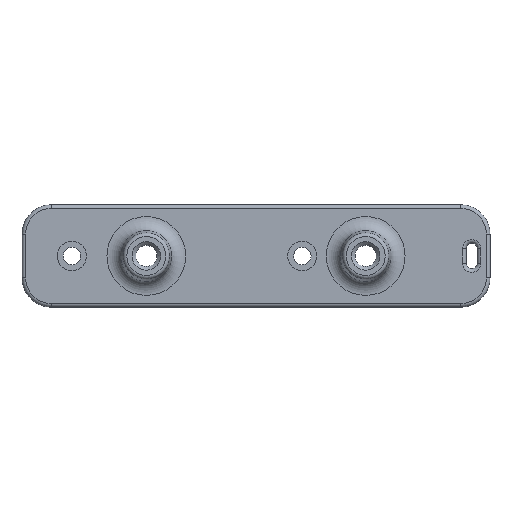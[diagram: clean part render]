
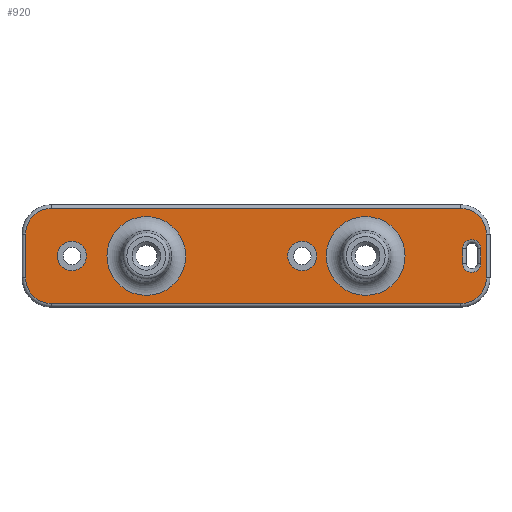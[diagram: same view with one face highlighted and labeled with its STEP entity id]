
A CAD part, top view. The second image highlights one B-rep face of the part: STEP entity #920.
In plain terms, the highlighted planar face has unit normal (0, 0, 1).
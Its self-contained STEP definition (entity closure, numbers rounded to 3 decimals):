
#32=FACE_BOUND('',#182,.T.);
#33=FACE_BOUND('',#183,.T.);
#34=FACE_BOUND('',#184,.T.);
#35=FACE_BOUND('',#185,.T.);
#36=FACE_BOUND('',#186,.T.);
#51=PLANE('',#1040);
#114=FACE_OUTER_BOUND('',#181,.T.);
#181=EDGE_LOOP('',(#773,#774,#775,#776,#777,#778,#779,#780));
#182=EDGE_LOOP('',(#781));
#183=EDGE_LOOP('',(#782));
#184=EDGE_LOOP('',(#783));
#185=EDGE_LOOP('',(#784));
#186=EDGE_LOOP('',(#785,#786,#787,#788));
#256=LINE('',#1588,#318);
#257=LINE('',#1596,#319);
#259=LINE('',#1603,#321);
#260=LINE('',#1607,#322);
#261=LINE('',#1611,#323);
#262=LINE('',#1614,#324);
#318=VECTOR('',#1292,10.);
#319=VECTOR('',#1303,10.);
#321=VECTOR('',#1309,10.);
#322=VECTOR('',#1312,10.);
#323=VECTOR('',#1315,10.);
#324=VECTOR('',#1318,10.);
#374=CIRCLE('',#1032,1.25);
#377=CIRCLE('',#1037,1.25);
#379=CIRCLE('',#1041,3.5);
#380=CIRCLE('',#1042,3.5);
#381=CIRCLE('',#1043,3.5);
#382=CIRCLE('',#1044,3.5);
#383=CIRCLE('',#1045,2.);
#384=CIRCLE('',#1046,2.);
#385=CIRCLE('',#1047,5.389);
#386=CIRCLE('',#1048,5.389);
#455=VERTEX_POINT('',#1580);
#456=VERTEX_POINT('',#1582);
#457=VERTEX_POINT('',#1586);
#459=VERTEX_POINT('',#1591);
#460=VERTEX_POINT('',#1599);
#461=VERTEX_POINT('',#1600);
#462=VERTEX_POINT('',#1602);
#463=VERTEX_POINT('',#1604);
#464=VERTEX_POINT('',#1606);
#465=VERTEX_POINT('',#1608);
#466=VERTEX_POINT('',#1610);
#467=VERTEX_POINT('',#1612);
#468=VERTEX_POINT('',#1615);
#469=VERTEX_POINT('',#1617);
#470=VERTEX_POINT('',#1619);
#471=VERTEX_POINT('',#1621);
#565=EDGE_CURVE('',#456,#455,#374,.T.);
#567=EDGE_CURVE('',#457,#456,#256,.T.);
#569=EDGE_CURVE('',#459,#457,#377,.T.);
#571=EDGE_CURVE('',#455,#459,#257,.T.);
#573=EDGE_CURVE('',#460,#461,#379,.T.);
#574=EDGE_CURVE('',#462,#460,#259,.T.);
#575=EDGE_CURVE('',#463,#462,#380,.T.);
#576=EDGE_CURVE('',#464,#463,#260,.T.);
#577=EDGE_CURVE('',#465,#464,#381,.T.);
#578=EDGE_CURVE('',#466,#465,#261,.T.);
#579=EDGE_CURVE('',#467,#466,#382,.T.);
#580=EDGE_CURVE('',#461,#467,#262,.T.);
#581=EDGE_CURVE('',#468,#468,#383,.T.);
#582=EDGE_CURVE('',#469,#469,#384,.T.);
#583=EDGE_CURVE('',#470,#470,#385,.T.);
#584=EDGE_CURVE('',#471,#471,#386,.T.);
#773=ORIENTED_EDGE('',*,*,#573,.F.);
#774=ORIENTED_EDGE('',*,*,#574,.F.);
#775=ORIENTED_EDGE('',*,*,#575,.F.);
#776=ORIENTED_EDGE('',*,*,#576,.F.);
#777=ORIENTED_EDGE('',*,*,#577,.F.);
#778=ORIENTED_EDGE('',*,*,#578,.F.);
#779=ORIENTED_EDGE('',*,*,#579,.F.);
#780=ORIENTED_EDGE('',*,*,#580,.F.);
#781=ORIENTED_EDGE('',*,*,#581,.T.);
#782=ORIENTED_EDGE('',*,*,#582,.T.);
#783=ORIENTED_EDGE('',*,*,#583,.F.);
#784=ORIENTED_EDGE('',*,*,#584,.F.);
#785=ORIENTED_EDGE('',*,*,#565,.F.);
#786=ORIENTED_EDGE('',*,*,#567,.F.);
#787=ORIENTED_EDGE('',*,*,#569,.F.);
#788=ORIENTED_EDGE('',*,*,#571,.F.);
#920=ADVANCED_FACE('',(#114,#32,#33,#34,#35,#36),#51,.T.);
#1032=AXIS2_PLACEMENT_3D('',#1584,#1286,#1287);
#1037=AXIS2_PLACEMENT_3D('',#1593,#1297,#1298);
#1040=AXIS2_PLACEMENT_3D('',#1598,#1305,#1306);
#1041=AXIS2_PLACEMENT_3D('',#1601,#1307,#1308);
#1042=AXIS2_PLACEMENT_3D('',#1605,#1310,#1311);
#1043=AXIS2_PLACEMENT_3D('',#1609,#1313,#1314);
#1044=AXIS2_PLACEMENT_3D('',#1613,#1316,#1317);
#1045=AXIS2_PLACEMENT_3D('',#1616,#1319,#1320);
#1046=AXIS2_PLACEMENT_3D('',#1618,#1321,#1322);
#1047=AXIS2_PLACEMENT_3D('',#1620,#1323,#1324);
#1048=AXIS2_PLACEMENT_3D('',#1622,#1325,#1326);
#1286=DIRECTION('center_axis',(0.,0.,1.));
#1287=DIRECTION('ref_axis',(0.,-1.,0.));
#1292=DIRECTION('',(0.,-1.,0.));
#1297=DIRECTION('center_axis',(0.,0.,1.));
#1298=DIRECTION('ref_axis',(0.,1.,0.));
#1303=DIRECTION('',(0.,1.,0.));
#1305=DIRECTION('center_axis',(0.,0.,1.));
#1306=DIRECTION('ref_axis',(1.,0.,0.));
#1307=DIRECTION('center_axis',(0.,0.,-1.));
#1308=DIRECTION('ref_axis',(0.707,-0.707,0.));
#1309=DIRECTION('',(0.,-1.,0.));
#1310=DIRECTION('center_axis',(0.,0.,-1.));
#1311=DIRECTION('ref_axis',(0.707,0.707,0.));
#1312=DIRECTION('',(1.,0.,0.));
#1313=DIRECTION('center_axis',(0.,0.,-1.));
#1314=DIRECTION('ref_axis',(-0.707,0.707,0.));
#1315=DIRECTION('',(0.,1.,0.));
#1316=DIRECTION('center_axis',(0.,0.,-1.));
#1317=DIRECTION('ref_axis',(-0.707,-0.707,0.));
#1318=DIRECTION('',(-1.,0.,0.));
#1319=DIRECTION('center_axis',(0.,0.,-1.));
#1320=DIRECTION('ref_axis',(1.,0.,0.));
#1321=DIRECTION('center_axis',(0.,0.,-1.));
#1322=DIRECTION('ref_axis',(1.,0.,0.));
#1323=DIRECTION('center_axis',(0.,0.,1.));
#1324=DIRECTION('ref_axis',(1.,0.,0.));
#1325=DIRECTION('center_axis',(0.,0.,1.));
#1326=DIRECTION('ref_axis',(1.,0.,0.));
#1580=CARTESIAN_POINT('',(30.75,-1.,4.));
#1582=CARTESIAN_POINT('',(28.25,-1.,4.));
#1584=CARTESIAN_POINT('Origin',(29.5,-1.,4.));
#1586=CARTESIAN_POINT('',(28.25,1.,4.));
#1588=CARTESIAN_POINT('',(28.25,-0.5,4.));
#1591=CARTESIAN_POINT('',(30.75,1.,4.));
#1593=CARTESIAN_POINT('Origin',(29.5,1.,4.));
#1596=CARTESIAN_POINT('',(30.75,0.5,4.));
#1598=CARTESIAN_POINT('Origin',(0.,0.,
4.));
#1599=CARTESIAN_POINT('',(31.5,-3.,4.));
#1600=CARTESIAN_POINT('',(28.,-6.5,4.));
#1601=CARTESIAN_POINT('Origin',(28.,-3.,4.));
#1602=CARTESIAN_POINT('',(31.5,3.,4.));
#1603=CARTESIAN_POINT('',(31.5,-3.5,4.));
#1604=CARTESIAN_POINT('',(28.,6.5,4.));
#1605=CARTESIAN_POINT('Origin',(28.,3.,4.));
#1606=CARTESIAN_POINT('',(-28.,6.5,4.));
#1607=CARTESIAN_POINT('',(16.,6.5,4.));
#1608=CARTESIAN_POINT('',(-31.5,3.,4.));
#1609=CARTESIAN_POINT('Origin',(-28.,3.,4.));
#1610=CARTESIAN_POINT('',(-31.5,-3.,4.));
#1611=CARTESIAN_POINT('',(-31.5,3.5,4.));
#1612=CARTESIAN_POINT('',(-28.,-6.5,4.));
#1613=CARTESIAN_POINT('Origin',(-28.,-3.,4.));
#1614=CARTESIAN_POINT('',(-16.,-6.5,4.));
#1615=CARTESIAN_POINT('',(-27.175,0.,4.));
#1616=CARTESIAN_POINT('Origin',(-25.175,0.,4.));
#1617=CARTESIAN_POINT('',(4.325,0.,4.));
#1618=CARTESIAN_POINT('Origin',(6.325,0.,4.));
#1619=CARTESIAN_POINT('',(-9.611,0.,4.));
#1620=CARTESIAN_POINT('Origin',(-15.,0.,4.));
#1621=CARTESIAN_POINT('',(20.389,0.,4.));
#1622=CARTESIAN_POINT('Origin',(15.,0.,4.));
